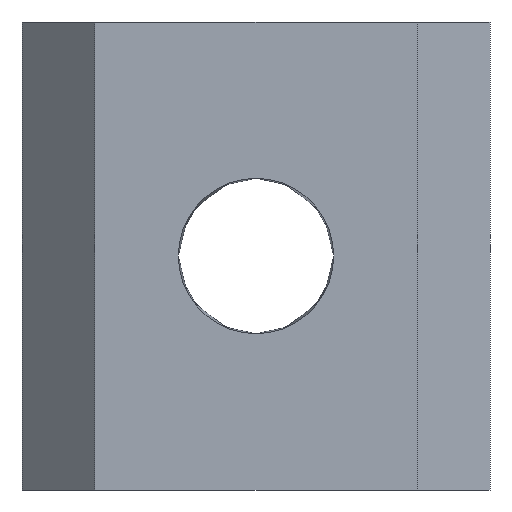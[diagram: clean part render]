
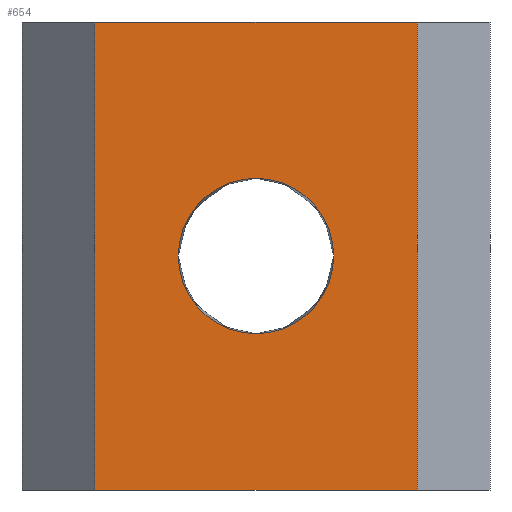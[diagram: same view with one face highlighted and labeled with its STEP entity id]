
A CAD part, front view. The second image highlights one B-rep face of the part: STEP entity #654.
In plain terms, the highlighted planar face has unit normal (0, -1, 0).
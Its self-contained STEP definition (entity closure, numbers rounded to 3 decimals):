
#153=CARTESIAN_POINT('',(2.814,-4.958,10.0));
#154=VERTEX_POINT('',#153);
#197=CARTESIAN_POINT('',(-3.826,-4.958,10.0));
#198=VERTEX_POINT('',#197);
#205=CARTESIAN_POINT('',(-0.506,-4.958,10.0));
#206=DIRECTION('',(0.0,1.0,0.0));
#207=DIRECTION('',(1.0,0.0,0.0));
#208=AXIS2_PLACEMENT_3D('',#205,#206,#207);
#209=CIRCLE('',#208,3.32);
#210=EDGE_CURVE('',#154,#198,#209,.T.);
#242=CARTESIAN_POINT('',(-0.506,-4.958,10.0));
#243=DIRECTION('',(0.0,1.0,0.0));
#244=DIRECTION('',(1.0,0.0,0.0));
#245=AXIS2_PLACEMENT_3D('',#242,#243,#244);
#246=CIRCLE('',#245,3.32);
#247=EDGE_CURVE('',#198,#154,#246,.T.);
#594=CARTESIAN_POINT('',(6.394,-4.958,20.0));
#595=VERTEX_POINT('',#594);
#602=CARTESIAN_POINT('',(6.394,-4.958,0.0));
#603=VERTEX_POINT('',#602);
#604=CARTESIAN_POINT('',(6.394,-4.958,0.0));
#605=DIRECTION('',(0.0,0.0,1.0));
#606=VECTOR('',#605,20.0);
#607=LINE('',#604,#606);
#608=EDGE_CURVE('',#603,#595,#607,.T.);
#620=CARTESIAN_POINT('',(6.394,-4.958,0.0));
#621=DIRECTION('',(0.0,-1.0,0.0));
#622=DIRECTION('',(0.0,0.0,-1.0));
#623=AXIS2_PLACEMENT_3D('',#620,#621,#622);
#624=PLANE('',#623);
#625=CARTESIAN_POINT('',(-7.406,-4.958,20.0));
#626=VERTEX_POINT('',#625);
#627=CARTESIAN_POINT('',(6.394,-4.958,20.0));
#628=DIRECTION('',(-1.0,0.0,0.0));
#629=VECTOR('',#628,13.8);
#630=LINE('',#627,#629);
#631=EDGE_CURVE('',#595,#626,#630,.T.);
#632=ORIENTED_EDGE('',*,*,#631,.T.);
#633=CARTESIAN_POINT('',(-7.406,-4.958,0.0));
#634=VERTEX_POINT('',#633);
#635=CARTESIAN_POINT('',(-7.406,-4.958,0.0));
#636=DIRECTION('',(0.0,0.0,1.0));
#637=VECTOR('',#636,20.0);
#638=LINE('',#635,#637);
#639=EDGE_CURVE('',#634,#626,#638,.T.);
#640=ORIENTED_EDGE('',*,*,#639,.F.);
#641=CARTESIAN_POINT('',(-7.406,-4.958,0.0));
#642=DIRECTION('',(1.0,0.0,0.0));
#643=VECTOR('',#642,13.8);
#644=LINE('',#641,#643);
#645=EDGE_CURVE('',#634,#603,#644,.T.);
#646=ORIENTED_EDGE('',*,*,#645,.T.);
#647=ORIENTED_EDGE('',*,*,#608,.T.);
#648=EDGE_LOOP('',(#632,#640,#646,#647));
#649=FACE_OUTER_BOUND('',#648,.T.);
#650=ORIENTED_EDGE('',*,*,#210,.T.);
#651=ORIENTED_EDGE('',*,*,#247,.T.);
#652=EDGE_LOOP('',(#650,#651));
#653=FACE_BOUND('',#652,.T.);
#654=ADVANCED_FACE('',(#649,#653),#624,.T.);
